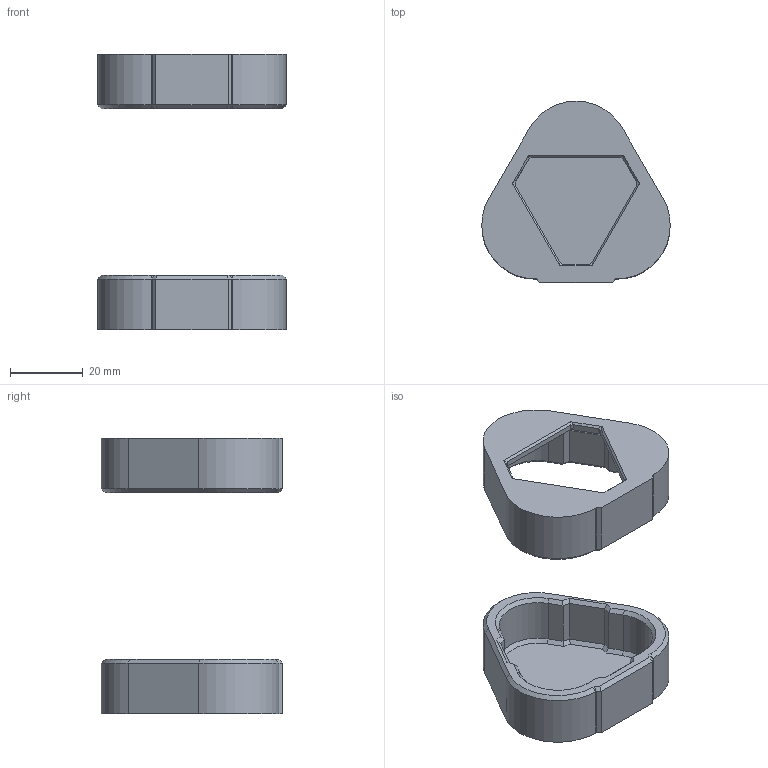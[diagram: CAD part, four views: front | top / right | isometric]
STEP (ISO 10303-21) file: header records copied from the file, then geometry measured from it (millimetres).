
FILE_DESCRIPTION(/* description */ (''),/* implementation_level */ '2;1');
FILE_NAME(/* name */ 'Battery Pack Adapter.step',/* time_stamp */ '2024-04-12T19:20:39+08:00',/* author */ (''),/* organization */ (''),/* preprocessor_version */ 'ST-DEVELOPER v20',/* originating_system */ 'Autodesk Translation Framework v12.20.1.177',/* authorisation */ '');
FILE_SCHEMA (('AUTOMOTIVE_DESIGN { 1 0 10303 214 3 1 1 }'));
Length unit declared in the file: millimetre
Products named in the file (1): Battery Pack Adapter
Bounding box: 52 x 49.99 x 76 mm (x, y, z)
Volume: 21013 mm3; surface area: 14426.6 mm2
Topology: 2 solids, 2 shells, 183 faces, 424 edges, 246 vertices
Faces by surface type: plane 153, cone 18, cylinder 12
Entity records: 5023 total; most frequent: CARTESIAN_POINT 854, ORIENTED_EDGE 848, DIRECTION 834, EDGE_CURVE 424, LINE 382, VECTOR 382, VERTEX_POINT 246, AXIS2_PLACEMENT_3D 226
